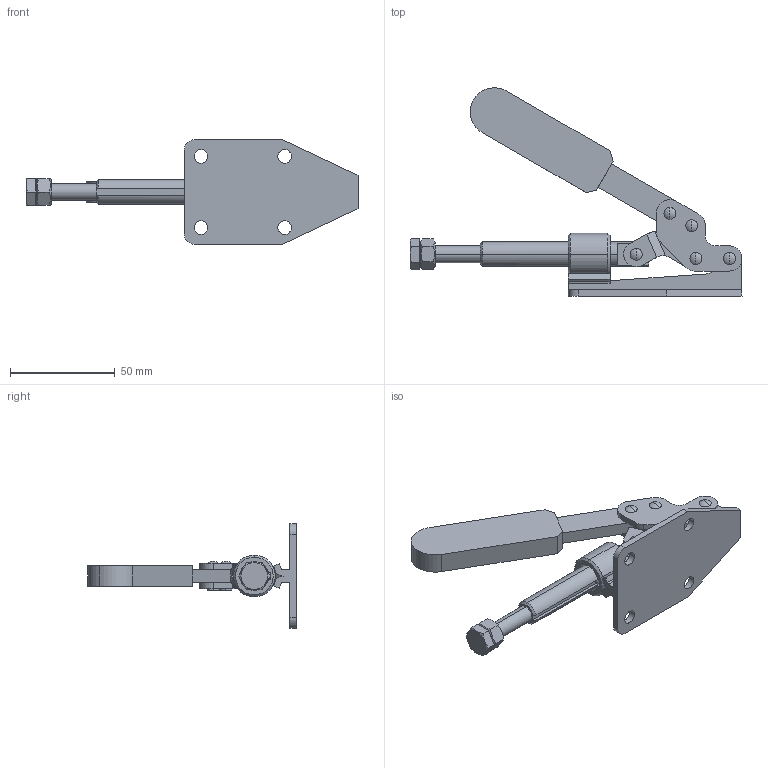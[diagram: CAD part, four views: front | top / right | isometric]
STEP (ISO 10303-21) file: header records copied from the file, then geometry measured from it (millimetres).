
FILE_DESCRIPTION (( 'STEP AP214' ), '1' );
FILE_NAME ('GH-36020M-K(簡化)-1.STEP', '2020-07-06T01:59:17', ( 'LinWei' ), ( '' ), 'SwSTEP 2.0', 'SolidWorks 2016', '' );
FILE_SCHEMA (( 'AUTOMOTIVE_DESIGN' ));
Length unit declared in the file: millimetre
Products named in the file (8): 436020MK33-1^GH-36020M-K(簡化); GH-36020M-K_BASE(簡化); 436020MK57-1^GH-36020M-K_BASE(簡化); Group3^GH-36020M-K_BASE(簡化); Group5^GH-36020M-K(簡化)-1; Group2^GH-36020M-K(簡化)-1; Group1^GH-36020M-K(簡化)-1; GH-36020M-K(簡化)-1
Assembly tree (7 placements, depth 3):
  GH-36020M-K(簡化)-1
    Group1^GH-36020M-K(簡化)-1
    Group2^GH-36020M-K(簡化)-1
    Group5^GH-36020M-K(簡化)-1
    GH-36020M-K_BASE(簡化)
      Group3^GH-36020M-K_BASE(簡化)
      436020MK57-1^GH-36020M-K_BASE(簡化)
    436020MK33-1^GH-36020M-K(簡化)
Bounding box: 158.5 x 99.5 x 50 mm (x, y, z)
Volume: 57262.6 mm3; surface area: 30308 mm2
Topology: 7 solids, 7 shells, 233 faces, 577 edges, 372 vertices
Faces by surface type: plane 115, cylinder 88, cone 18, sphere 10, torus 2
Entity records: 7927 total; most frequent: CARTESIAN_POINT 1417, DIRECTION 1249, ORIENTED_EDGE 1150, EDGE_CURVE 575, AXIS2_PLACEMENT_3D 464, VERTEX_POINT 372, VECTOR 321, LINE 321
